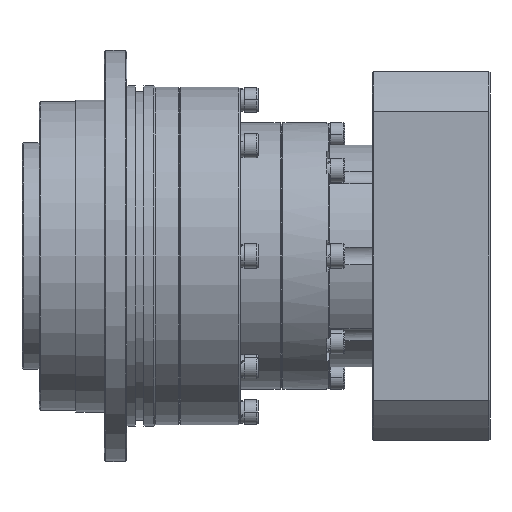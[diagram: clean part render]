
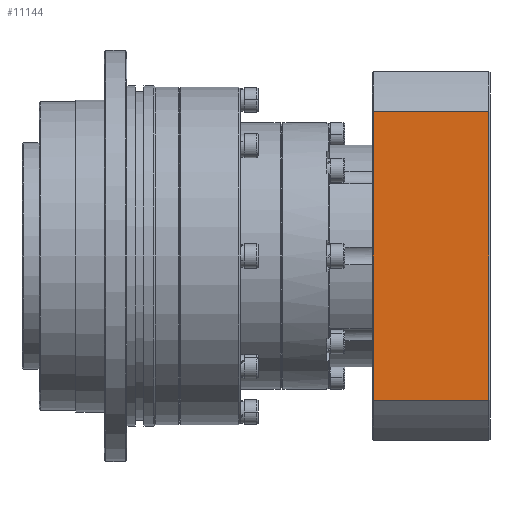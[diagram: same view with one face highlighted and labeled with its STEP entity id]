
A CAD part, front view. The second image highlights one B-rep face of the part: STEP entity #11144.
In plain terms, the highlighted planar face has unit normal (0, -1, 0).
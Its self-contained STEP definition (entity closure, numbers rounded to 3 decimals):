
#1072 = DIRECTION ( 'NONE',  ( 0., 1., 0. ) ) ;
#1407 = VERTEX_POINT ( 'NONE', #19341 ) ;
#1956 = EDGE_CURVE ( 'NONE', #7328, #13067, #12656, .T. ) ;
#2396 = CARTESIAN_POINT ( 'NONE',  ( 0., -65., 50.806 ) ) ;
#2497 = VECTOR ( 'NONE', #19563, 1000. ) ;
#3061 = LINE ( 'NONE', #21368, #2497 ) ;
#3570 = EDGE_CURVE ( 'NONE', #1407, #19956, #14385, .T. ) ;
#3669 = AXIS2_PLACEMENT_3D ( 'NONE', #4618, #1072, #13620 ) ;
#3985 = VECTOR ( 'NONE', #14897, 1000. ) ;
#4484 = CARTESIAN_POINT ( 'NONE',  ( 0.4, -65., -50.806 ) ) ;
#4618 = CARTESIAN_POINT ( 'NONE',  ( 0., -65., -50.806 ) ) ;
#5818 = EDGE_CURVE ( 'NONE', #13067, #19956, #3061, .T. ) ;
#6194 = EDGE_LOOP ( 'NONE', ( #18642, #11443, #21083, #13217 ) ) ;
#7252 = CARTESIAN_POINT ( 'NONE',  ( 41.1, -65., 50.806 ) ) ;
#7328 = VERTEX_POINT ( 'NONE', #4484 ) ;
#8227 = LINE ( 'NONE', #11286, #3985 ) ;
#8240 = PLANE ( 'NONE',  #3669 ) ;
#8479 = VECTOR ( 'NONE', #16028, 1000. ) ;
#8515 = VECTOR ( 'NONE', #16692, 1000. ) ;
#11144 = ADVANCED_FACE ( 'NONE', ( #17703 ), #8240, .F. ) ;
#11286 = CARTESIAN_POINT ( 'NONE',  ( 0.4, -65., -50.806 ) ) ;
#11443 = ORIENTED_EDGE ( 'NONE', *, *, #18844, .T. ) ;
#12656 = LINE ( 'NONE', #17846, #8479 ) ;
#13067 = VERTEX_POINT ( 'NONE', #16143 ) ;
#13217 = ORIENTED_EDGE ( 'NONE', *, *, #5818, .T. ) ;
#13620 = DIRECTION ( 'NONE',  ( 0., 0., 1. ) ) ;
#14385 = LINE ( 'NONE', #2396, #8515 ) ;
#14897 = DIRECTION ( 'NONE',  ( 0., 0., -1. ) ) ;
#16028 = DIRECTION ( 'NONE',  ( 1., 0., 0. ) ) ;
#16143 = CARTESIAN_POINT ( 'NONE',  ( 41.1, -65., -50.806 ) ) ;
#16692 = DIRECTION ( 'NONE',  ( 1., 0., 0. ) ) ;
#17703 = FACE_OUTER_BOUND ( 'NONE', #6194, .T. ) ;
#17846 = CARTESIAN_POINT ( 'NONE',  ( 0., -65., -50.806 ) ) ;
#18642 = ORIENTED_EDGE ( 'NONE', *, *, #3570, .F. ) ;
#18844 = EDGE_CURVE ( 'NONE', #1407, #7328, #8227, .T. ) ;
#19341 = CARTESIAN_POINT ( 'NONE',  ( 0.4, -65., 50.806 ) ) ;
#19563 = DIRECTION ( 'NONE',  ( 0., 0., 1. ) ) ;
#19956 = VERTEX_POINT ( 'NONE', #7252 ) ;
#21083 = ORIENTED_EDGE ( 'NONE', *, *, #1956, .T. ) ;
#21368 = CARTESIAN_POINT ( 'NONE',  ( 41.1, -65., -50.806 ) ) ;
